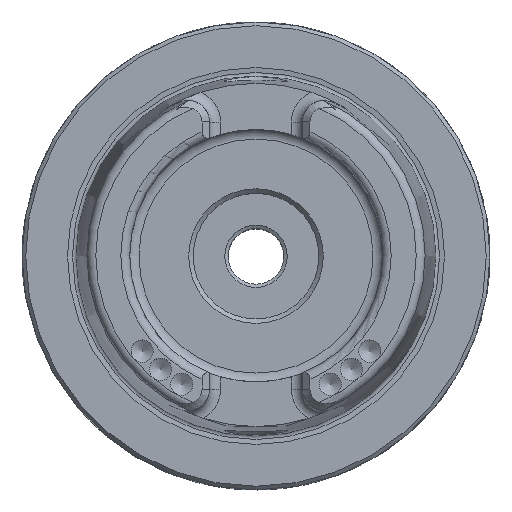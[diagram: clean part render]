
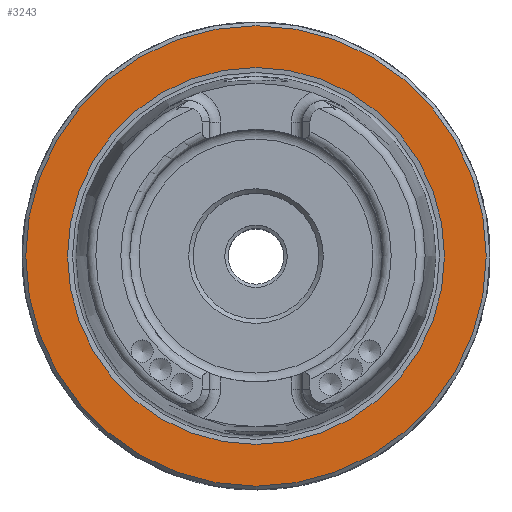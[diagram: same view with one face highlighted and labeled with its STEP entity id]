
A CAD part, top view. The second image highlights one B-rep face of the part: STEP entity #3243.
In plain terms, the highlighted planar face has unit normal (0, 0, 1).
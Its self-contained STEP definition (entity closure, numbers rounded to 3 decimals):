
#372=PLANE('',#3468);
#702=ORIENTED_EDGE('',*,*,#1155,.T.);
#703=ORIENTED_EDGE('',*,*,#1152,.F.);
#1152=EDGE_CURVE('',#1418,#1418,#1597,.T.);
#1155=EDGE_CURVE('',#1421,#1421,#1600,.T.);
#1418=VERTEX_POINT('',#4863);
#1421=VERTEX_POINT('',#4872);
#1597=CIRCLE('',#3463,25.373);
#1600=CIRCLE('',#3469,31.);
#1773=EDGE_LOOP('',(#702));
#1774=EDGE_LOOP('',(#703));
#1994=FACE_BOUND('',#1773,.T.);
#1995=FACE_BOUND('',#1774,.T.);
#3243=ADVANCED_FACE('',(#1994,#1995),#372,.T.);
#3463=AXIS2_PLACEMENT_3D('',#4862,#3922,#3923);
#3468=AXIS2_PLACEMENT_3D('',#4870,#3932,#3933);
#3469=AXIS2_PLACEMENT_3D('',#4871,#3934,#3935);
#3922=DIRECTION('',(0.,0.,1.));
#3923=DIRECTION('',(1.,0.,0.));
#3932=DIRECTION('',(0.,0.,1.));
#3933=DIRECTION('',(1.,0.,0.));
#3934=DIRECTION('',(0.,0.,1.));
#3935=DIRECTION('',(1.,0.,0.));
#4862=CARTESIAN_POINT('',(0.,0.,0.));
#4863=CARTESIAN_POINT('',(25.373,0.,0.));
#4870=CARTESIAN_POINT('',(31.,0.,0.));
#4871=CARTESIAN_POINT('',(0.,0.,0.));
#4872=CARTESIAN_POINT('',(31.,0.,0.));
